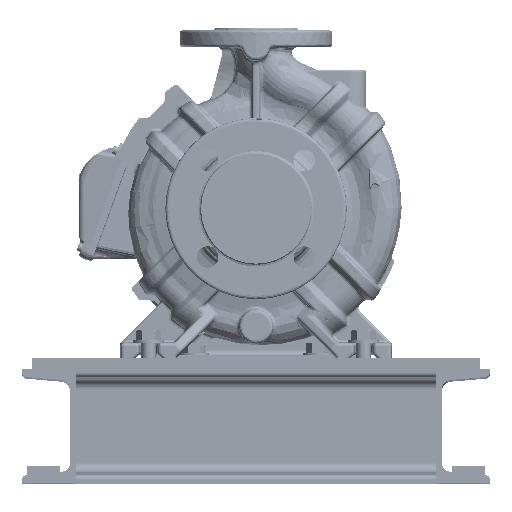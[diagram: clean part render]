
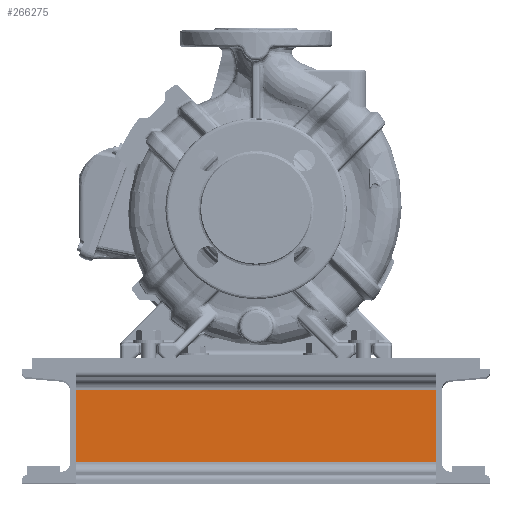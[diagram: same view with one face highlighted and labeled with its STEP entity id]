
A CAD part, top view. The second image highlights one B-rep face of the part: STEP entity #266275.
In plain terms, the highlighted face is planar.
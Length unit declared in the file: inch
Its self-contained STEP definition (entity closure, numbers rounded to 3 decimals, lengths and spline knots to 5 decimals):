
#6053 = CARTESIAN_POINT ( 'NONE',  ( 0.20866, 1.26264, -6.25 ) ) ;
#7941 = DIRECTION ( 'NONE',  ( 0., 0., 1. ) ) ;
#25922 = DIRECTION ( 'NONE',  ( 0., -1., 0. ) ) ;
#54592 = LINE ( 'NONE', #134754, #149056 ) ;
#62333 = VECTOR ( 'NONE', #7941, 39.37008 ) ;
#64894 = CARTESIAN_POINT ( 'NONE',  ( 0.20866, -1.26264, -6.25 ) ) ;
#65318 = CARTESIAN_POINT ( 'NONE',  ( 0.20866, -1.26264, 6.25 ) ) ;
#71040 = LINE ( 'NONE', #303555, #250414 ) ;
#76874 = ORIENTED_EDGE ( 'NONE', *, *, #183294, .F. ) ;
#79035 = VERTEX_POINT ( 'NONE', #280412 ) ;
#120337 = AXIS2_PLACEMENT_3D ( 'NONE', #305720, #130348, #214265 ) ;
#127853 = ORIENTED_EDGE ( 'NONE', *, *, #327643, .T. ) ;
#130348 = DIRECTION ( 'NONE',  ( -1., 0., 0. ) ) ;
#130754 = ORIENTED_EDGE ( 'NONE', *, *, #317810, .F. ) ;
#134754 = CARTESIAN_POINT ( 'NONE',  ( 0.20866, 1.26264, -6.25 ) ) ;
#149056 = VECTOR ( 'NONE', #25922, 39.37008 ) ;
#149076 = EDGE_LOOP ( 'NONE', ( #319205, #127853, #130754, #76874 ) ) ;
#158631 = DIRECTION ( 'NONE',  ( 0., -1., 0. ) ) ;
#160814 = PLANE ( 'NONE',  #120337 ) ;
#174719 = EDGE_CURVE ( 'NONE', #251030, #79035, #238644, .T. ) ;
#183294 = EDGE_CURVE ( 'NONE', #251030, #252461, #54592, .T. ) ;
#189404 = FACE_OUTER_BOUND ( 'NONE', #149076, .T. ) ;
#205926 = LINE ( 'NONE', #64894, #346728 ) ;
#211586 = DIRECTION ( 'NONE',  ( 0., 0., 1. ) ) ;
#214265 = DIRECTION ( 'NONE',  ( 0., 0., 1. ) ) ;
#238644 = LINE ( 'NONE', #6053, #62333 ) ;
#250414 = VECTOR ( 'NONE', #158631, 39.37008 ) ;
#251030 = VERTEX_POINT ( 'NONE', #318729 ) ;
#252461 = VERTEX_POINT ( 'NONE', #370455 ) ;
#266275 = ADVANCED_FACE ( 'NONE', ( #189404 ), #160814, .F. ) ;
#280412 = CARTESIAN_POINT ( 'NONE',  ( 0.20866, 1.26264, 6.25 ) ) ;
#303555 = CARTESIAN_POINT ( 'NONE',  ( 0.20866, 1.26264, 6.25 ) ) ;
#305720 = CARTESIAN_POINT ( 'NONE',  ( 0.20866, 1.26264, -6.25 ) ) ;
#317810 = EDGE_CURVE ( 'NONE', #252461, #358024, #205926, .T. ) ;
#318729 = CARTESIAN_POINT ( 'NONE',  ( 0.20866, 1.26264, -6.25 ) ) ;
#319205 = ORIENTED_EDGE ( 'NONE', *, *, #174719, .T. ) ;
#327643 = EDGE_CURVE ( 'NONE', #79035, #358024, #71040, .T. ) ;
#346728 = VECTOR ( 'NONE', #211586, 39.37008 ) ;
#358024 = VERTEX_POINT ( 'NONE', #65318 ) ;
#370455 = CARTESIAN_POINT ( 'NONE',  ( 0.20866, -1.26264, -6.25 ) ) ;
